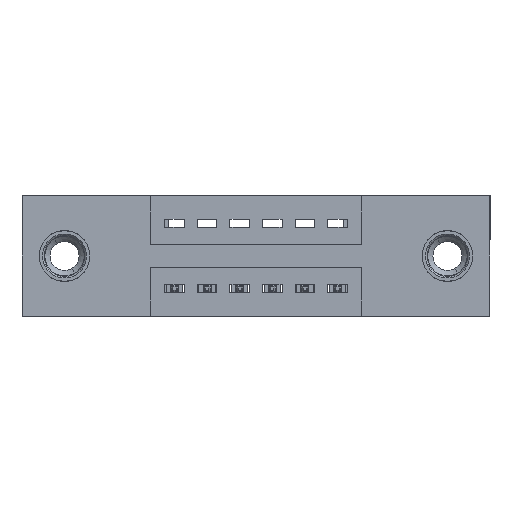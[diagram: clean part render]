
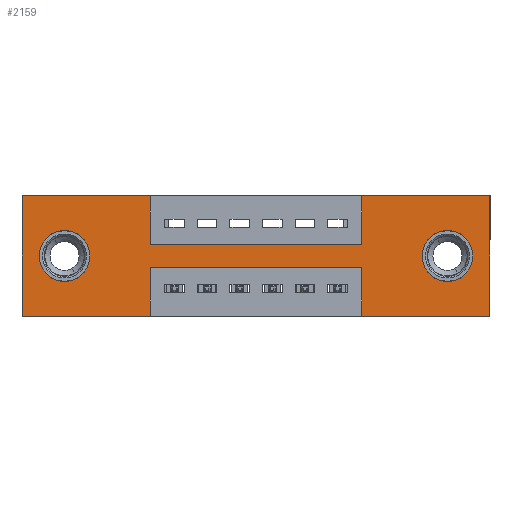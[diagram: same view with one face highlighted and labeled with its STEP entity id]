
A CAD part, front view. The second image highlights one B-rep face of the part: STEP entity #2159.
In plain terms, the highlighted planar face has unit normal (0, -1, 0).
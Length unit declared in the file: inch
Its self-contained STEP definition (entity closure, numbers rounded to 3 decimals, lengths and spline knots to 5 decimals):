
#29 = DIRECTION ( 'NONE',  ( -1., 0., 0. ) ) ;
#32 = DIRECTION ( 'NONE',  ( 1., 0., 0. ) ) ;
#195 = EDGE_CURVE ( 'NONE', #2830, #9616, #10708, .T. ) ;
#247 = EDGE_CURVE ( 'NONE', #11224, #11041, #7346, .T. ) ;
#472 = ORIENTED_EDGE ( 'NONE', *, *, #247, .F. ) ;
#541 = VERTEX_POINT ( 'NONE', #3278 ) ;
#639 = DIRECTION ( 'NONE',  ( 0., 0., -1. ) ) ;
#815 = EDGE_CURVE ( 'NONE', #10531, #10616, #6661, .T. ) ;
#1043 = CARTESIAN_POINT ( 'NONE',  ( 1.305, 0., -0.263 ) ) ;
#1088 = ORIENTED_EDGE ( 'NONE', *, *, #11207, .F. ) ;
#1098 = DIRECTION ( 'NONE',  ( 0., 0., 1. ) ) ;
#1368 = CARTESIAN_POINT ( 'NONE',  ( 1.0425, 0., -0.22 ) ) ;
#1440 = VECTOR ( 'NONE', #5780, 39.37008 ) ;
#1468 = VECTOR ( 'NONE', #4511, 39.37008 ) ;
#1479 = AXIS2_PLACEMENT_3D ( 'NONE', #3461, #6153, #10809 ) ;
#1606 = DIRECTION ( 'NONE',  ( 0., 0., 1. ) ) ;
#1615 = VECTOR ( 'NONE', #10935, 39.37008 ) ;
#1858 = VERTEX_POINT ( 'NONE', #3422 ) ;
#1920 = VECTOR ( 'NONE', #7799, 39.37008 ) ;
#1977 = CARTESIAN_POINT ( 'NONE',  ( 0.3925, 0., 0. ) ) ;
#2159 = ADVANCED_FACE ( 'NONE', ( #4971, #5033, #4087 ), #10374, .T. ) ;
#2224 = DIRECTION ( 'NONE',  ( 0., 0., -1. ) ) ;
#2545 = AXIS2_PLACEMENT_3D ( 'NONE', #2909, #8381, #4688 ) ;
#2569 = VECTOR ( 'NONE', #3508, 39.37008 ) ;
#2597 = EDGE_CURVE ( 'NONE', #6426, #2876, #10024, .T. ) ;
#2665 = EDGE_CURVE ( 'NONE', #1858, #6426, #10253, .T. ) ;
#2830 = VERTEX_POINT ( 'NONE', #10551 ) ;
#2876 = VERTEX_POINT ( 'NONE', #8848 ) ;
#2909 = CARTESIAN_POINT ( 'NONE',  ( 1.305, 0., -0.185 ) ) ;
#3090 = CARTESIAN_POINT ( 'NONE',  ( 0.3925, 0., 0. ) ) ;
#3099 = ORIENTED_EDGE ( 'NONE', *, *, #3172, .T. ) ;
#3172 = EDGE_CURVE ( 'NONE', #7524, #541, #9500, .T. ) ;
#3278 = CARTESIAN_POINT ( 'NONE',  ( 0.13, 0., -0.263 ) ) ;
#3350 = CARTESIAN_POINT ( 'NONE',  ( 1.0425, 0., 0. ) ) ;
#3422 = CARTESIAN_POINT ( 'NONE',  ( 0., 0., 0. ) ) ;
#3459 = ORIENTED_EDGE ( 'NONE', *, *, #9860, .F. ) ;
#3461 = CARTESIAN_POINT ( 'NONE',  ( 1.305, 0., -0.185 ) ) ;
#3508 = DIRECTION ( 'NONE',  ( 0., 0., 1. ) ) ;
#3516 = EDGE_CURVE ( 'NONE', #10573, #4300, #4172, .T. ) ;
#3625 = CARTESIAN_POINT ( 'NONE',  ( 0.3925, 0., -0.37 ) ) ;
#3711 = CARTESIAN_POINT ( 'NONE',  ( 0., 0., -0.37 ) ) ;
#3833 = DIRECTION ( 'NONE',  ( 0., 1., 0. ) ) ;
#3948 = EDGE_CURVE ( 'NONE', #11041, #1858, #7322, .T. ) ;
#4087 = FACE_OUTER_BOUND ( 'NONE', #8707, .T. ) ;
#4099 = CARTESIAN_POINT ( 'NONE',  ( 1.435, 0., 0. ) ) ;
#4172 = LINE ( 'NONE', #9758, #10644 ) ;
#4233 = VECTOR ( 'NONE', #5506, 39.37008 ) ;
#4300 = VERTEX_POINT ( 'NONE', #3350 ) ;
#4359 = CARTESIAN_POINT ( 'NONE',  ( 0.3925, 0., -0.22 ) ) ;
#4361 = ORIENTED_EDGE ( 'NONE', *, *, #3516, .F. ) ;
#4414 = CARTESIAN_POINT ( 'NONE',  ( 0., 0., -0.37 ) ) ;
#4491 = ORIENTED_EDGE ( 'NONE', *, *, #815, .T. ) ;
#4504 = CARTESIAN_POINT ( 'NONE',  ( 1.0425, 0., -0.37 ) ) ;
#4511 = DIRECTION ( 'NONE',  ( 0., 0., 1. ) ) ;
#4659 = DIRECTION ( 'NONE',  ( 0., 1., 0. ) ) ;
#4688 = DIRECTION ( 'NONE',  ( 0., 0., -1. ) ) ;
#4971 = FACE_BOUND ( 'NONE', #9589, .T. ) ;
#5033 = FACE_BOUND ( 'NONE', #7147, .T. ) ;
#5178 = AXIS2_PLACEMENT_3D ( 'NONE', #8607, #9444, #639 ) ;
#5218 = LINE ( 'NONE', #4504, #2569 ) ;
#5360 = CARTESIAN_POINT ( 'NONE',  ( 0., 0., 0. ) ) ;
#5412 = CARTESIAN_POINT ( 'NONE',  ( 0.13, 0., -0.107 ) ) ;
#5506 = DIRECTION ( 'NONE',  ( 0., 0., -1. ) ) ;
#5681 = CARTESIAN_POINT ( 'NONE',  ( 0., 0., -0.37 ) ) ;
#5780 = DIRECTION ( 'NONE',  ( 1., 0., 0. ) ) ;
#6140 = CARTESIAN_POINT ( 'NONE',  ( 0.3925, 0., -0.37 ) ) ;
#6153 = DIRECTION ( 'NONE',  ( 0., 1., 0. ) ) ;
#6178 = EDGE_CURVE ( 'NONE', #8836, #2830, #8507, .T. ) ;
#6200 = ORIENTED_EDGE ( 'NONE', *, *, #2597, .F. ) ;
#6321 = CARTESIAN_POINT ( 'NONE',  ( 0., 0., 0. ) ) ;
#6426 = VERTEX_POINT ( 'NONE', #3090 ) ;
#6525 = CARTESIAN_POINT ( 'NONE',  ( 1.0425, 0., -0.37 ) ) ;
#6629 = LINE ( 'NONE', #7739, #1920 ) ;
#6661 = CIRCLE ( 'NONE', #2545, 0.078 ) ;
#6893 = CARTESIAN_POINT ( 'NONE',  ( 0., 0., 0. ) ) ;
#7147 = EDGE_LOOP ( 'NONE', ( #3099, #11180 ) ) ;
#7296 = CARTESIAN_POINT ( 'NONE',  ( 0.13, 0., -0.185 ) ) ;
#7322 = LINE ( 'NONE', #6321, #1468 ) ;
#7346 = LINE ( 'NONE', #3711, #1615 ) ;
#7452 = CIRCLE ( 'NONE', #1479, 0.078 ) ;
#7524 = VERTEX_POINT ( 'NONE', #5412 ) ;
#7638 = CARTESIAN_POINT ( 'NONE',  ( 1.305, 0., -0.107 ) ) ;
#7703 = LINE ( 'NONE', #5360, #11498 ) ;
#7739 = CARTESIAN_POINT ( 'NONE',  ( 0.3925, 0., -0.15 ) ) ;
#7799 = DIRECTION ( 'NONE',  ( 1., 0., 0. ) ) ;
#7815 = ORIENTED_EDGE ( 'NONE', *, *, #9785, .F. ) ;
#8136 = ORIENTED_EDGE ( 'NONE', *, *, #10012, .F. ) ;
#8147 = ORIENTED_EDGE ( 'NONE', *, *, #6178, .F. ) ;
#8175 = CARTESIAN_POINT ( 'NONE',  ( 0.13, 0., -0.185 ) ) ;
#8196 = ORIENTED_EDGE ( 'NONE', *, *, #195, .F. ) ;
#8381 = DIRECTION ( 'NONE',  ( 0., 1., 0. ) ) ;
#8499 = VERTEX_POINT ( 'NONE', #8592 ) ;
#8507 = LINE ( 'NONE', #9355, #10892 ) ;
#8592 = CARTESIAN_POINT ( 'NONE',  ( 0.3925, 0., -0.22 ) ) ;
#8607 = CARTESIAN_POINT ( 'NONE',  ( 0., 0., -0.37 ) ) ;
#8707 = EDGE_LOOP ( 'NONE', ( #1088, #3459, #10394, #8196, #8147, #7815, #4361, #8136, #6200, #10284, #8941, #472 ) ) ;
#8836 = VERTEX_POINT ( 'NONE', #4099 ) ;
#8838 = AXIS2_PLACEMENT_3D ( 'NONE', #7296, #4659, #10896 ) ;
#8848 = CARTESIAN_POINT ( 'NONE',  ( 0.3925, 0., -0.15 ) ) ;
#8902 = EDGE_CURVE ( 'NONE', #541, #7524, #9029, .T. ) ;
#8904 = DIRECTION ( 'NONE',  ( 0., 0., -1. ) ) ;
#8915 = VECTOR ( 'NONE', #29, 39.37008 ) ;
#8941 = ORIENTED_EDGE ( 'NONE', *, *, #3948, .F. ) ;
#8958 = VECTOR ( 'NONE', #8904, 39.37008 ) ;
#8960 = CARTESIAN_POINT ( 'NONE',  ( 1.0425, 0., -0.15 ) ) ;
#9007 = DIRECTION ( 'NONE',  ( -1., 0., 0. ) ) ;
#9029 = CIRCLE ( 'NONE', #8838, 0.078 ) ;
#9355 = CARTESIAN_POINT ( 'NONE',  ( 1.435, 0., 0. ) ) ;
#9444 = DIRECTION ( 'NONE',  ( 0., -1., 0. ) ) ;
#9500 = CIRCLE ( 'NONE', #11387, 0.078 ) ;
#9589 = EDGE_LOOP ( 'NONE', ( #9723, #4491 ) ) ;
#9616 = VERTEX_POINT ( 'NONE', #6525 ) ;
#9723 = ORIENTED_EDGE ( 'NONE', *, *, #10957, .T. ) ;
#9758 = CARTESIAN_POINT ( 'NONE',  ( 1.0425, 0., 0. ) ) ;
#9765 = LINE ( 'NONE', #4359, #10910 ) ;
#9785 = EDGE_CURVE ( 'NONE', #4300, #8836, #7703, .T. ) ;
#9860 = EDGE_CURVE ( 'NONE', #10016, #8499, #9765, .T. ) ;
#10012 = EDGE_CURVE ( 'NONE', #2876, #10573, #6629, .T. ) ;
#10016 = VERTEX_POINT ( 'NONE', #1368 ) ;
#10024 = LINE ( 'NONE', #1977, #4233 ) ;
#10253 = LINE ( 'NONE', #6893, #1440 ) ;
#10284 = ORIENTED_EDGE ( 'NONE', *, *, #2665, .F. ) ;
#10374 = PLANE ( 'NONE',  #5178 ) ;
#10394 = ORIENTED_EDGE ( 'NONE', *, *, #11150, .F. ) ;
#10531 = VERTEX_POINT ( 'NONE', #1043 ) ;
#10551 = CARTESIAN_POINT ( 'NONE',  ( 1.435, 0., -0.37 ) ) ;
#10573 = VERTEX_POINT ( 'NONE', #8960 ) ;
#10614 = LINE ( 'NONE', #3625, #8958 ) ;
#10616 = VERTEX_POINT ( 'NONE', #7638 ) ;
#10644 = VECTOR ( 'NONE', #1606, 39.37008 ) ;
#10708 = LINE ( 'NONE', #4414, #8915 ) ;
#10809 = DIRECTION ( 'NONE',  ( 0., 0., -1. ) ) ;
#10892 = VECTOR ( 'NONE', #2224, 39.37008 ) ;
#10896 = DIRECTION ( 'NONE',  ( 0., 0., 1. ) ) ;
#10910 = VECTOR ( 'NONE', #9007, 39.37008 ) ;
#10935 = DIRECTION ( 'NONE',  ( -1., 0., 0. ) ) ;
#10957 = EDGE_CURVE ( 'NONE', #10616, #10531, #7452, .T. ) ;
#11041 = VERTEX_POINT ( 'NONE', #5681 ) ;
#11150 = EDGE_CURVE ( 'NONE', #9616, #10016, #5218, .T. ) ;
#11180 = ORIENTED_EDGE ( 'NONE', *, *, #8902, .T. ) ;
#11207 = EDGE_CURVE ( 'NONE', #8499, #11224, #10614, .T. ) ;
#11224 = VERTEX_POINT ( 'NONE', #6140 ) ;
#11387 = AXIS2_PLACEMENT_3D ( 'NONE', #8175, #3833, #1098 ) ;
#11498 = VECTOR ( 'NONE', #32, 39.37008 ) ;
